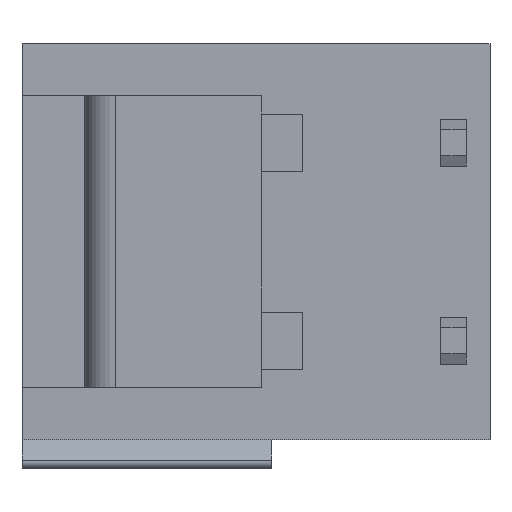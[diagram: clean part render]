
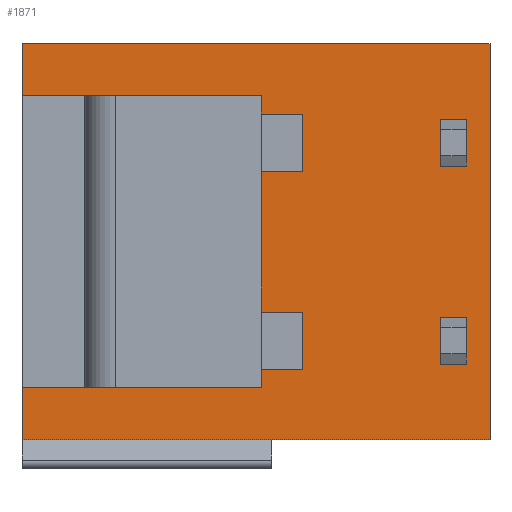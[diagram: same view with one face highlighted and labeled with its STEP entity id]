
A CAD part, left-side view. The second image highlights one B-rep face of the part: STEP entity #1871.
In plain terms, the highlighted planar face has unit normal (-1, 0, 0).
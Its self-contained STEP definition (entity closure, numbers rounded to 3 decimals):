
#41=DIRECTION('',(0.,-1.,0.));
#42=VECTOR('',#41,9.);
#43=CARTESIAN_POINT('',(-3.7,4.2,-5.715));
#44=LINE('',#43,#42);
#223=DIRECTION('',(0.,0.,-1.));
#224=VECTOR('',#223,0.9);
#225=CARTESIAN_POINT('',(-3.7,-4.35,0.45));
#226=LINE('',#225,#224);
#227=DIRECTION('',(0.,1.,0.));
#228=VECTOR('',#227,0.5);
#229=CARTESIAN_POINT('',(-3.7,-4.35,0.45));
#230=LINE('',#229,#228);
#231=DIRECTION('',(0.,0.,-1.));
#232=VECTOR('',#231,0.9);
#233=CARTESIAN_POINT('',(-3.7,-3.85,0.45));
#234=LINE('',#233,#232);
#235=DIRECTION('',(0.,1.,0.));
#236=VECTOR('',#235,0.5);
#237=CARTESIAN_POINT('',(-3.7,-4.35,-0.45));
#238=LINE('',#237,#236);
#239=DIRECTION('',(0.,0.,-1.));
#240=VECTOR('',#239,0.9);
#241=CARTESIAN_POINT('',(-3.7,-4.35,-3.36));
#242=LINE('',#241,#240);
#243=DIRECTION('',(0.,1.,0.));
#244=VECTOR('',#243,0.5);
#245=CARTESIAN_POINT('',(-3.7,-4.35,-3.36));
#246=LINE('',#245,#244);
#247=DIRECTION('',(0.,0.,-1.));
#248=VECTOR('',#247,0.9);
#249=CARTESIAN_POINT('',(-3.7,-3.85,-3.36));
#250=LINE('',#249,#248);
#251=DIRECTION('',(0.,1.,0.));
#252=VECTOR('',#251,0.5);
#253=CARTESIAN_POINT('',(-3.7,-4.35,-4.26));
#254=LINE('',#253,#252);
#255=DIRECTION('',(0.,0.,-1.));
#256=VECTOR('',#255,1.1);
#257=CARTESIAN_POINT('',(-3.7,-1.2,-3.26));
#258=LINE('',#257,#256);
#259=DIRECTION('',(0.,1.,0.));
#260=VECTOR('',#259,0.8);
#261=CARTESIAN_POINT('',(-3.7,-1.2,-3.26));
#262=LINE('',#261,#260);
#263=DIRECTION('',(0.,0.,-1.));
#264=VECTOR('',#263,2.71);
#265=CARTESIAN_POINT('',(-3.7,-0.4,-0.55));
#266=LINE('',#265,#264);
#267=DIRECTION('',(0.,1.,0.));
#268=VECTOR('',#267,0.8);
#269=CARTESIAN_POINT('',(-3.7,-1.2,-0.55));
#270=LINE('',#269,#268);
#271=DIRECTION('',(0.,0.,-1.));
#272=VECTOR('',#271,1.1);
#273=CARTESIAN_POINT('',(-3.7,-1.2,0.55));
#274=LINE('',#273,#272);
#275=DIRECTION('',(0.,1.,0.));
#276=VECTOR('',#275,0.8);
#277=CARTESIAN_POINT('',(-3.7,-1.2,0.55));
#278=LINE('',#277,#276);
#279=DIRECTION('',(0.,0.,-1.));
#280=VECTOR('',#279,0.355);
#281=CARTESIAN_POINT('',(-3.7,-0.4,0.905));
#282=LINE('',#281,#280);
#283=DIRECTION('',(0.,-1.,0.));
#284=VECTOR('',#283,4.6);
#285=CARTESIAN_POINT('',(-3.7,4.2,0.905));
#286=LINE('',#285,#284);
#287=DIRECTION('',(0.,0.,1.));
#288=VECTOR('',#287,1.);
#289=CARTESIAN_POINT('',(-3.7,4.2,0.905));
#290=LINE('',#289,#288);
#291=DIRECTION('',(0.,0.,1.));
#292=VECTOR('',#291,1.);
#293=CARTESIAN_POINT('',(-3.7,4.2,-5.715));
#294=LINE('',#293,#292);
#295=DIRECTION('',(0.,-1.,0.));
#296=VECTOR('',#295,4.6);
#297=CARTESIAN_POINT('',(-3.7,4.2,-4.715));
#298=LINE('',#297,#296);
#299=DIRECTION('',(0.,0.,-1.));
#300=VECTOR('',#299,0.355);
#301=CARTESIAN_POINT('',(-3.7,-0.4,-4.36));
#302=LINE('',#301,#300);
#303=DIRECTION('',(0.,1.,0.));
#304=VECTOR('',#303,0.8);
#305=CARTESIAN_POINT('',(-3.7,-1.2,-4.36));
#306=LINE('',#305,#304);
#540=DIRECTION('',(0.,-1.,0.));
#541=VECTOR('',#540,9.);
#542=CARTESIAN_POINT('',(-3.7,4.2,1.905));
#543=LINE('',#542,#541);
#650=DIRECTION('',(0.,0.,1.));
#651=VECTOR('',#650,7.62);
#652=CARTESIAN_POINT('',(-3.7,-4.8,-5.715));
#653=LINE('',#652,#651);
#1265=CARTESIAN_POINT('',(-3.7,4.2,-5.715));
#1266=CARTESIAN_POINT('',(-3.7,-4.8,-5.715));
#1267=VERTEX_POINT('',#1265);
#1268=VERTEX_POINT('',#1266);
#1277=CARTESIAN_POINT('',(-3.7,4.2,1.905));
#1278=CARTESIAN_POINT('',(-3.7,-4.8,1.905));
#1279=VERTEX_POINT('',#1277);
#1280=VERTEX_POINT('',#1278);
#1299=CARTESIAN_POINT('',(-3.7,-4.35,0.45));
#1300=CARTESIAN_POINT('',(-3.7,-4.35,-0.45));
#1301=VERTEX_POINT('',#1299);
#1302=VERTEX_POINT('',#1300);
#1303=CARTESIAN_POINT('',(-3.7,-3.85,0.45));
#1304=CARTESIAN_POINT('',(-3.7,-3.85,-0.45));
#1305=VERTEX_POINT('',#1303);
#1306=VERTEX_POINT('',#1304);
#1463=CARTESIAN_POINT('',(-3.7,4.2,0.905));
#1465=VERTEX_POINT('',#1463);
#1467=CARTESIAN_POINT('',(-3.7,4.2,-4.715));
#1469=VERTEX_POINT('',#1467);
#1471=CARTESIAN_POINT('',(-3.7,-0.4,0.905));
#1472=VERTEX_POINT('',#1471);
#1473=CARTESIAN_POINT('',(-3.7,-0.4,-4.715));
#1474=VERTEX_POINT('',#1473);
#1479=CARTESIAN_POINT('',(-3.7,-1.2,0.55));
#1480=CARTESIAN_POINT('',(-3.7,-1.2,-0.55));
#1481=VERTEX_POINT('',#1479);
#1482=VERTEX_POINT('',#1480);
#1483=CARTESIAN_POINT('',(-3.7,-0.4,0.55));
#1484=VERTEX_POINT('',#1483);
#1485=CARTESIAN_POINT('',(-3.7,-0.4,-0.55));
#1486=VERTEX_POINT('',#1485);
#1495=CARTESIAN_POINT('',(-3.7,-1.2,-3.26));
#1496=CARTESIAN_POINT('',(-3.7,-1.2,-4.36));
#1497=VERTEX_POINT('',#1495);
#1498=VERTEX_POINT('',#1496);
#1499=CARTESIAN_POINT('',(-3.7,-0.4,-3.26));
#1500=VERTEX_POINT('',#1499);
#1501=CARTESIAN_POINT('',(-3.7,-0.4,-4.36));
#1502=VERTEX_POINT('',#1501);
#1523=CARTESIAN_POINT('',(-3.7,-4.35,-3.36));
#1524=CARTESIAN_POINT('',(-3.7,-4.35,-4.26));
#1525=VERTEX_POINT('',#1523);
#1526=VERTEX_POINT('',#1524);
#1527=CARTESIAN_POINT('',(-3.7,-3.85,-3.36));
#1528=CARTESIAN_POINT('',(-3.7,-3.85,-4.26));
#1529=VERTEX_POINT('',#1527);
#1530=VERTEX_POINT('',#1528);
#1816=CARTESIAN_POINT('',(-3.7,4.2,-5.715));
#1817=DIRECTION('',(-1.,0.,0.));
#1818=DIRECTION('',(0.,-1.,0.));
#1819=AXIS2_PLACEMENT_3D('',#1816,#1817,#1818);
#1820=PLANE('',#1819);
#1822=ORIENTED_EDGE('',*,*,#1821,.F.);
#1824=ORIENTED_EDGE('',*,*,#1823,.T.);
#1826=ORIENTED_EDGE('',*,*,#1825,.F.);
#1828=ORIENTED_EDGE('',*,*,#1827,.F.);
#1830=ORIENTED_EDGE('',*,*,#1829,.F.);
#1832=ORIENTED_EDGE('',*,*,#1831,.T.);
#1834=ORIENTED_EDGE('',*,*,#1833,.F.);
#1835=ORIENTED_EDGE('',*,*,#1803,.F.);
#1836=ORIENTED_EDGE('',*,*,#1780,.T.);
#1838=ORIENTED_EDGE('',*,*,#1837,.T.);
#1840=ORIENTED_EDGE('',*,*,#1839,.F.);
#1841=ORIENTED_EDGE('',*,*,#1656,.F.);
#1842=ORIENTED_EDGE('',*,*,#1729,.T.);
#1844=ORIENTED_EDGE('',*,*,#1843,.T.);
#1846=ORIENTED_EDGE('',*,*,#1845,.F.);
#1848=ORIENTED_EDGE('',*,*,#1847,.F.);
#1849=EDGE_LOOP('',(#1822,#1824,#1826,#1828,#1830,#1832,#1834,#1835,#1836,#1838,
#1840,#1841,#1842,#1844,#1846,#1848));
#1850=FACE_OUTER_BOUND('',#1849,.F.);
#1852=ORIENTED_EDGE('',*,*,#1851,.F.);
#1854=ORIENTED_EDGE('',*,*,#1853,.T.);
#1856=ORIENTED_EDGE('',*,*,#1855,.T.);
#1858=ORIENTED_EDGE('',*,*,#1857,.F.);
#1859=EDGE_LOOP('',(#1852,#1854,#1856,#1858));
#1860=FACE_BOUND('',#1859,.F.);
#1862=ORIENTED_EDGE('',*,*,#1861,.F.);
#1864=ORIENTED_EDGE('',*,*,#1863,.T.);
#1866=ORIENTED_EDGE('',*,*,#1865,.T.);
#1868=ORIENTED_EDGE('',*,*,#1867,.F.);
#1869=EDGE_LOOP('',(#1862,#1864,#1866,#1868));
#1870=FACE_BOUND('',#1869,.F.);
#1656=EDGE_CURVE('',#1267,#1268,#44,.T.);
#1729=EDGE_CURVE('',#1267,#1469,#294,.T.);
#1780=EDGE_CURVE('',#1465,#1279,#290,.T.);
#1803=EDGE_CURVE('',#1465,#1472,#286,.T.);
#1821=EDGE_CURVE('',#1497,#1498,#258,.T.);
#1823=EDGE_CURVE('',#1497,#1500,#262,.T.);
#1825=EDGE_CURVE('',#1486,#1500,#266,.T.);
#1827=EDGE_CURVE('',#1482,#1486,#270,.T.);
#1829=EDGE_CURVE('',#1481,#1482,#274,.T.);
#1831=EDGE_CURVE('',#1481,#1484,#278,.T.);
#1833=EDGE_CURVE('',#1472,#1484,#282,.T.);
#1837=EDGE_CURVE('',#1279,#1280,#543,.T.);
#1839=EDGE_CURVE('',#1268,#1280,#653,.T.);
#1843=EDGE_CURVE('',#1469,#1474,#298,.T.);
#1845=EDGE_CURVE('',#1502,#1474,#302,.T.);
#1847=EDGE_CURVE('',#1498,#1502,#306,.T.);
#1851=EDGE_CURVE('',#1525,#1526,#242,.T.);
#1853=EDGE_CURVE('',#1525,#1529,#246,.T.);
#1855=EDGE_CURVE('',#1529,#1530,#250,.T.);
#1857=EDGE_CURVE('',#1526,#1530,#254,.T.);
#1861=EDGE_CURVE('',#1301,#1302,#226,.T.);
#1863=EDGE_CURVE('',#1301,#1305,#230,.T.);
#1865=EDGE_CURVE('',#1305,#1306,#234,.T.);
#1867=EDGE_CURVE('',#1302,#1306,#238,.T.);
#1871=ADVANCED_FACE('',(#1850,#1860,#1870),#1820,.T.);
